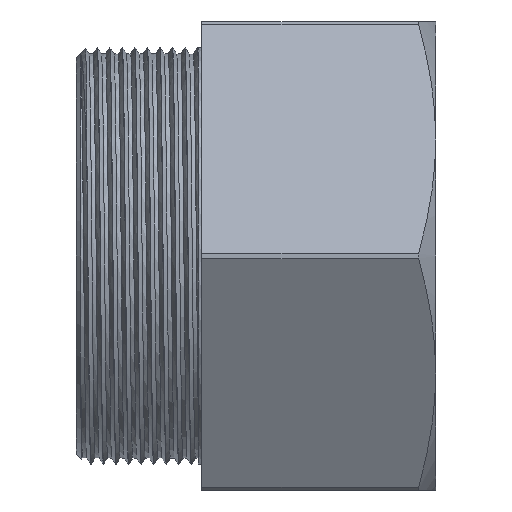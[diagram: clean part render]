
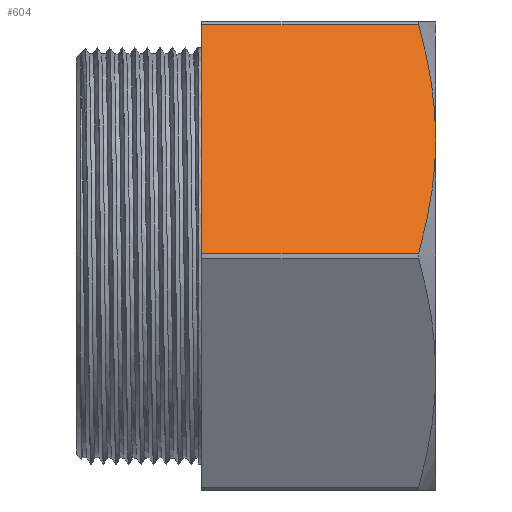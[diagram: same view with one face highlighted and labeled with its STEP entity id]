
A CAD part, front view. The second image highlights one B-rep face of the part: STEP entity #604.
In plain terms, the highlighted planar face has unit normal (0, -0.866, 0.5).
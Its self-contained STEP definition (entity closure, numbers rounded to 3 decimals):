
#17=(
BOUNDED_CURVE()
B_SPLINE_CURVE(2,(#5412,#5413,#5414),.UNSPECIFIED.,.F.,.F.)
B_SPLINE_CURVE_WITH_KNOTS((3,3),(1.597,3.194),
 .UNSPECIFIED.)
CURVE()
GEOMETRIC_REPRESENTATION_ITEM()
RATIONAL_B_SPLINE_CURVE((1.,1.036,1.))
REPRESENTATION_ITEM('')
);
#18=(
BOUNDED_CURVE()
B_SPLINE_CURVE(2,(#5416,#5417,#5418),.UNSPECIFIED.,.F.,.F.)
B_SPLINE_CURVE_WITH_KNOTS((3,3),(0.,1.597),.UNSPECIFIED.)
CURVE()
GEOMETRIC_REPRESENTATION_ITEM()
RATIONAL_B_SPLINE_CURVE((1.,1.036,1.))
REPRESENTATION_ITEM('')
);
#30=LINE('',#5420,#48);
#31=LINE('',#5422,#49);
#32=LINE('',#5423,#50);
#48=VECTOR('',#761,10.);
#49=VECTOR('',#762,10.);
#50=VECTOR('',#763,10.);
#67=PLANE('',#660);
#119=FACE_OUTER_BOUND('',#162,.T.);
#162=EDGE_LOOP('',(#471,#472,#473,#474,#475));
#278=VERTEX_POINT('',#5410);
#279=VERTEX_POINT('',#5411);
#280=VERTEX_POINT('',#5415);
#281=VERTEX_POINT('',#5419);
#282=VERTEX_POINT('',#5421);
#349=EDGE_CURVE('',#278,#279,#17,.T.);
#350=EDGE_CURVE('',#280,#278,#18,.T.);
#351=EDGE_CURVE('',#281,#280,#30,.T.);
#352=EDGE_CURVE('',#282,#281,#31,.T.);
#353=EDGE_CURVE('',#279,#282,#32,.T.);
#471=ORIENTED_EDGE('',*,*,#349,.F.);
#472=ORIENTED_EDGE('',*,*,#350,.F.);
#473=ORIENTED_EDGE('',*,*,#351,.F.);
#474=ORIENTED_EDGE('',*,*,#352,.F.);
#475=ORIENTED_EDGE('',*,*,#353,.F.);
#604=ADVANCED_FACE('',(#119),#67,.F.);
#660=AXIS2_PLACEMENT_3D('',#5409,#759,#760);
#759=DIRECTION('center_axis',(0.,0.866,-0.5));
#760=DIRECTION('ref_axis',(0.,-0.5,-0.866));
#761=DIRECTION('',(1.,0.,0.));
#762=DIRECTION('',(0.,0.5,0.866));
#763=DIRECTION('',(-1.,0.,0.));
#5409=CARTESIAN_POINT('Origin',(0.,-16.344,
27.692));
#5410=CARTESIAN_POINT('',(0.,-24.249,14.));
#5411=CARTESIAN_POINT('',(-2.05,-32.154,0.308));
#5412=CARTESIAN_POINT('Ctrl Pts',(0.,-24.249,
14.));
#5413=CARTESIAN_POINT('Ctrl Pts',(0.,-27.928,
7.627));
#5414=CARTESIAN_POINT('Ctrl Pts',(-2.05,-32.154,0.308));
#5415=CARTESIAN_POINT('',(-2.05,-16.344,27.692));
#5416=CARTESIAN_POINT('Ctrl Pts',(-2.05,-16.344,27.692));
#5417=CARTESIAN_POINT('Ctrl Pts',(0.,-20.569,
20.373));
#5418=CARTESIAN_POINT('Ctrl Pts',(0.,-24.249,
14.));
#5419=CARTESIAN_POINT('',(-28.,-16.344,27.692));
#5420=CARTESIAN_POINT('',(-14.,-16.344,27.692));
#5421=CARTESIAN_POINT('',(-28.,-32.154,0.308));
#5422=CARTESIAN_POINT('',(-28.,-16.277,27.808));
#5423=CARTESIAN_POINT('',(-14.,-32.154,0.308));
